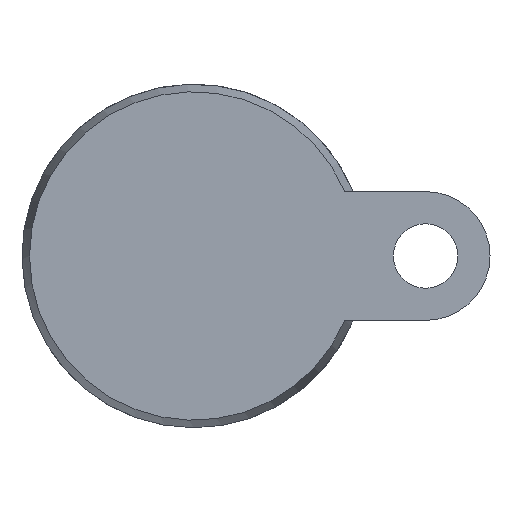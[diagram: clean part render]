
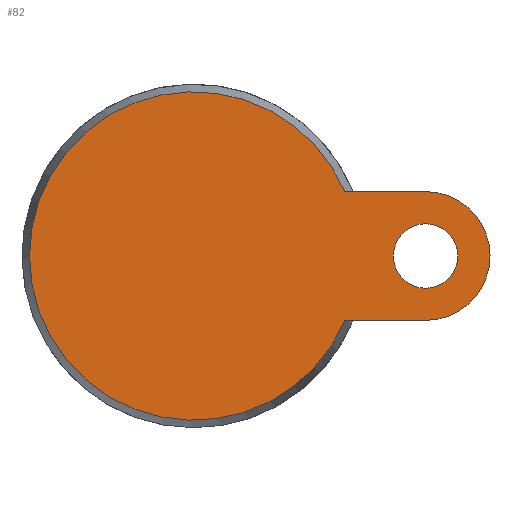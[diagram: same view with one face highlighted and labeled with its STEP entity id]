
A CAD part, front view. The second image highlights one B-rep face of the part: STEP entity #82.
In plain terms, the highlighted planar face has unit normal (0, -1, 0).
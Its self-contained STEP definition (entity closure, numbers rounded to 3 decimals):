
#82 = ADVANCED_FACE( '', ( #197, #198 ), #199, .F. );
#197 = FACE_BOUND( '', #354, .T. );
#198 = FACE_OUTER_BOUND( '', #355, .T. );
#199 = PLANE( '', #356 );
#354 = EDGE_LOOP( '', ( #574 ) );
#355 = EDGE_LOOP( '', ( #575, #576, #577, #578 ) );
#356 = AXIS2_PLACEMENT_3D( '', #579, #580, #581 );
#574 = ORIENTED_EDGE( '', *, *, #883, .T. );
#575 = ORIENTED_EDGE( '', *, *, #884, .F. );
#576 = ORIENTED_EDGE( '', *, *, #885, .T. );
#577 = ORIENTED_EDGE( '', *, *, #886, .F. );
#578 = ORIENTED_EDGE( '', *, *, #879, .F. );
#579 = CARTESIAN_POINT( '', ( 38.25, 0., 0. ) );
#580 = DIRECTION( '', ( 0., 1., 0. ) );
#581 = DIRECTION( '', ( 0., 0., 1. ) );
#879 = EDGE_CURVE( '', #1026, #1027, #1028, .T. );
#883 = EDGE_CURVE( '', #1032, #1032, #1033, .T. );
#884 = EDGE_CURVE( '', #1034, #1026, #1035, .T. );
#885 = EDGE_CURVE( '', #1034, #1036, #1037, .T. );
#886 = EDGE_CURVE( '', #1027, #1036, #1038, .T. );
#1026 = VERTEX_POINT( '', #1241 );
#1027 = VERTEX_POINT( '', #1242 );
#1028 = CIRCLE( '', #1243, 15. );
#1032 = VERTEX_POINT( '', #1249 );
#1033 = CIRCLE( '', #1250, 7.5 );
#1034 = VERTEX_POINT( '', #1251 );
#1035 = LINE( '', #1252, #1253 );
#1036 = VERTEX_POINT( '', #1254 );
#1037 = CIRCLE( '', #1255, 38.25 );
#1038 = LINE( '', #1256, #1257 );
#1241 = CARTESIAN_POINT( '', ( 54., 0., 15. ) );
#1242 = CARTESIAN_POINT( '', ( 54., 0., -15. ) );
#1243 = AXIS2_PLACEMENT_3D( '', #1541, #1542, #1543 );
#1249 = CARTESIAN_POINT( '', ( 61.5, 0., 0. ) );
#1250 = AXIS2_PLACEMENT_3D( '', #1546, #1547, #1548 );
#1251 = CARTESIAN_POINT( '', ( 35.186, 0., 15. ) );
#1252 = CARTESIAN_POINT( '', ( 0., 0., 15. ) );
#1253 = VECTOR( '', #1549, 1000. );
#1254 = CARTESIAN_POINT( '', ( 35.186, 0., -15. ) );
#1255 = AXIS2_PLACEMENT_3D( '', #1550, #1551, #1552 );
#1256 = CARTESIAN_POINT( '', ( 54., 0., -15. ) );
#1257 = VECTOR( '', #1553, 1000. );
#1541 = CARTESIAN_POINT( '', ( 54., 0., 0. ) );
#1542 = DIRECTION( '', ( 0., 1., 0. ) );
#1543 = DIRECTION( '', ( 1., 0., 0. ) );
#1546 = CARTESIAN_POINT( '', ( 54., 0., 0. ) );
#1547 = DIRECTION( '', ( 0., 1., 0. ) );
#1548 = DIRECTION( '', ( 1., 0., 0. ) );
#1549 = DIRECTION( '', ( 1., 0., 0. ) );
#1550 = CARTESIAN_POINT( '', ( 0., 0., 0. ) );
#1551 = DIRECTION( '', ( 0., -1., 0. ) );
#1552 = DIRECTION( '', ( 0., 0., -1. ) );
#1553 = DIRECTION( '', ( -1., 0., 0. ) );
